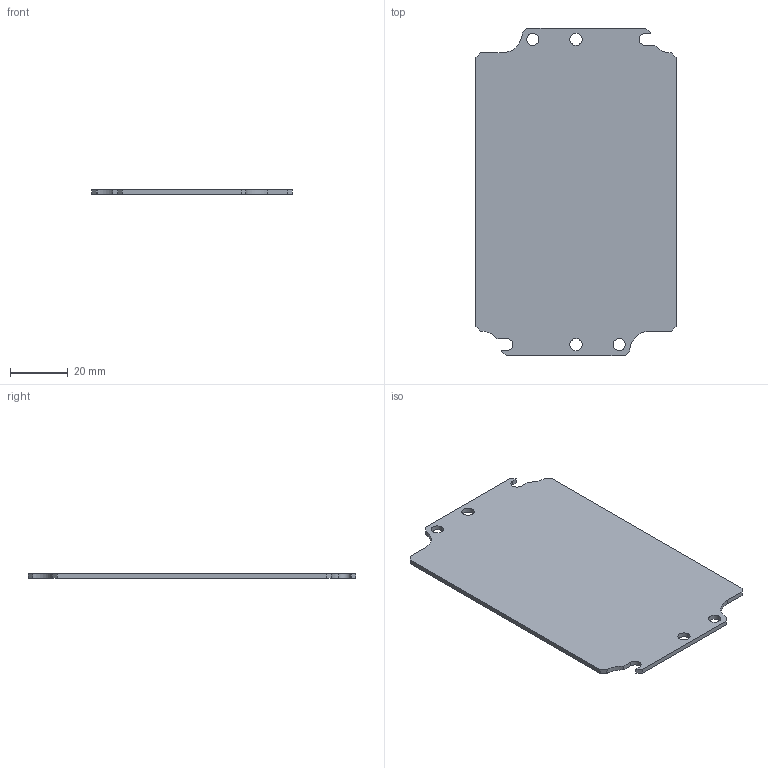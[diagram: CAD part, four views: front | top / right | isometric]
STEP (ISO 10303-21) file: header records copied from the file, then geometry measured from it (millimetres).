
FILE_DESCRIPTION (( 'STEP AP203' ), '1' );
FILE_NAME ('1590Z120PL.step', '2020-11-14T20:06:17', ( 'ADC123' ), ( 'Microsoft' ), 'SwSTEP 2.0', 'SolidWorks 2019', '' );
FILE_SCHEMA (( 'CONFIG_CONTROL_DESIGN' ));
Length unit declared in the file: inch
Products named in the file (1): 1590Z120PL
Bounding box: 69.52 x 113.61 x 1.61 mm (x, y, z)
Volume: 11958.5 mm3; surface area: 15497.4 mm2
Topology: 1 solids, 1 shells, 34 faces, 96 edges, 64 vertices
Faces by surface type: plane 22, cylinder 12
Full cylindrical faces by diameter (mm): 4.242 x4
Entity records: 1179 total; most frequent: CARTESIAN_POINT 191, DIRECTION 186, ORIENTED_EDGE 184, EDGE_CURVE 92, LINE 68, VECTOR 68, VERTEX_POINT 64, AXIS2_PLACEMENT_3D 59
